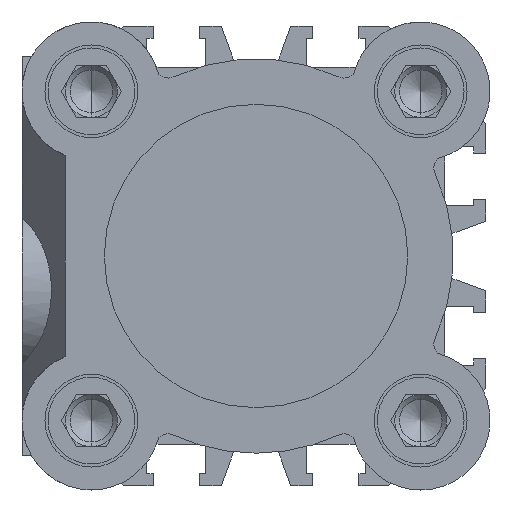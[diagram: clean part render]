
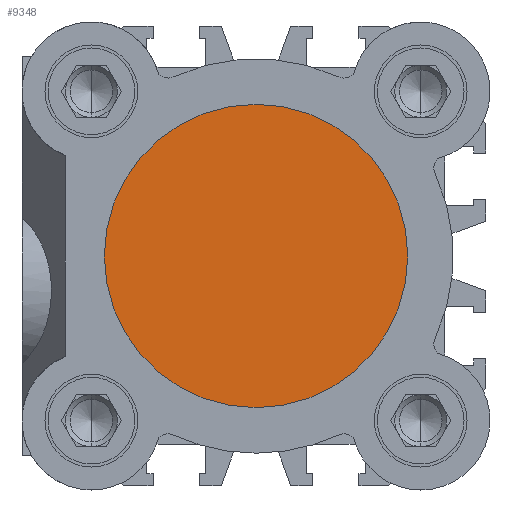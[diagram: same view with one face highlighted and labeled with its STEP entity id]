
A CAD part, left-side view. The second image highlights one B-rep face of the part: STEP entity #9348.
In plain terms, the highlighted face is planar.
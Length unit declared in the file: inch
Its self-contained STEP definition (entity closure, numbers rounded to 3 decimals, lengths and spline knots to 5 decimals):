
#1114 = CARTESIAN_POINT ( 'NONE',  ( 0.15748, 0., -0.68898 ) ) ;
#2166 = PLANE ( 'NONE',  #6871 ) ;
#2229 = AXIS2_PLACEMENT_3D ( 'NONE', #11269, #5288, #12250 ) ;
#4217 = DIRECTION ( 'NONE',  ( -1., 0., 0. ) ) ;
#5098 = ORIENTED_EDGE ( 'NONE', *, *, #12604, .F. ) ;
#5102 = VERTEX_POINT ( 'NONE', #1114 ) ;
#5218 = CARTESIAN_POINT ( 'NONE',  ( 0.15748, 0.68898, 0. ) ) ;
#5253 = EDGE_CURVE ( 'NONE', #5102, #7876, #7822, .T. ) ;
#5288 = DIRECTION ( 'NONE',  ( -1., 0., 0. ) ) ;
#6231 = DIRECTION ( 'NONE',  ( 0., 0., 1. ) ) ;
#6328 = FACE_OUTER_BOUND ( 'NONE', #12713, .T. ) ;
#6871 = AXIS2_PLACEMENT_3D ( 'NONE', #5218, #12174, #6231 ) ;
#7822 = CIRCLE ( 'NONE', #10913, 0.68898 ) ;
#7876 = VERTEX_POINT ( 'NONE', #9965 ) ;
#8300 = CIRCLE ( 'NONE', #2229, 0.68898 ) ;
#8667 = ORIENTED_EDGE ( 'NONE', *, *, #5253, .F. ) ;
#9348 = ADVANCED_FACE ( 'NONE', ( #6328 ), #2166, .F. ) ;
#9965 = CARTESIAN_POINT ( 'NONE',  ( 0.15748, 0., 0.68898 ) ) ;
#10256 = CARTESIAN_POINT ( 'NONE',  ( 0.15748, 0., 0. ) ) ;
#10913 = AXIS2_PLACEMENT_3D ( 'NONE', #10256, #4217, #11234 ) ;
#11234 = DIRECTION ( 'NONE',  ( 0., 0., 1. ) ) ;
#11269 = CARTESIAN_POINT ( 'NONE',  ( 0.15748, 0., 0. ) ) ;
#12174 = DIRECTION ( 'NONE',  ( -1., 0., 0. ) ) ;
#12250 = DIRECTION ( 'NONE',  ( 0., 0., 1. ) ) ;
#12604 = EDGE_CURVE ( 'NONE', #7876, #5102, #8300, .T. ) ;
#12713 = EDGE_LOOP ( 'NONE', ( #5098, #8667 ) ) ;
